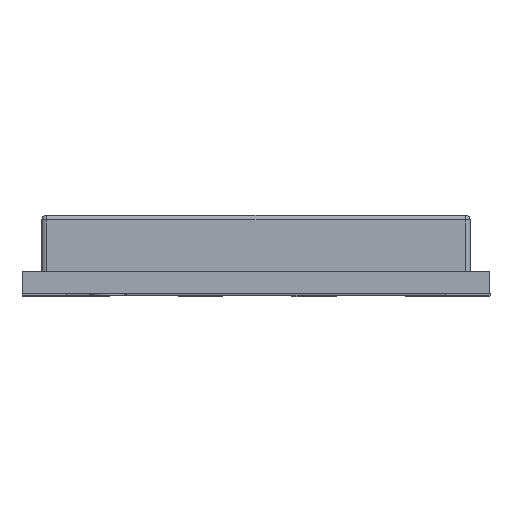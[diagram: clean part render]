
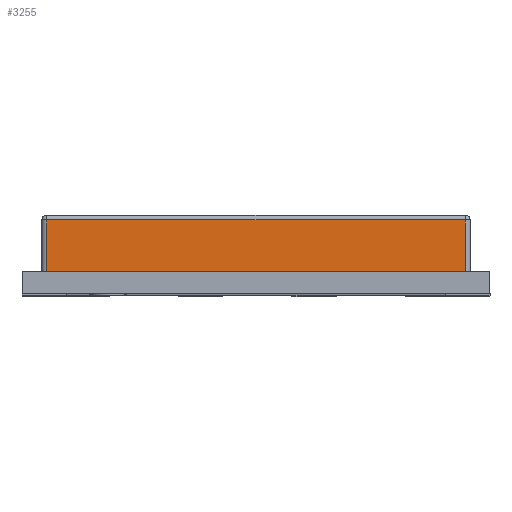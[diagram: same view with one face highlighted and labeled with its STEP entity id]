
A CAD part, top view. The second image highlights one B-rep face of the part: STEP entity #3255.
In plain terms, the highlighted planar face has unit normal (0, 0, 1).
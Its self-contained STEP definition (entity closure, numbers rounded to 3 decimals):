
#330 = ORIENTED_EDGE ( 'NONE', *, *, #1123, .T. ) ;
#411 = CARTESIAN_POINT ( 'NONE',  ( -8.7, 3., 17.15 ) ) ;
#546 = EDGE_CURVE ( 'NONE', #3163, #1384, #3590, .T. ) ;
#882 = VECTOR ( 'NONE', #8480, 1000. ) ;
#1012 = CARTESIAN_POINT ( 'NONE',  ( 8.5, 3.2, 17.15 ) ) ;
#1123 = EDGE_CURVE ( 'NONE', #1384, #1863, #9504, .T. ) ;
#1164 = ORIENTED_EDGE ( 'NONE', *, *, #9243, .T. ) ;
#1384 = VERTEX_POINT ( 'NONE', #1825 ) ;
#1595 = DIRECTION ( 'NONE',  ( 0., -1., 0. ) ) ;
#1825 = CARTESIAN_POINT ( 'NONE',  ( 8.5, 3., 17.15 ) ) ;
#1859 = ORIENTED_EDGE ( 'NONE', *, *, #546, .T. ) ;
#1863 = VERTEX_POINT ( 'NONE', #7083 ) ;
#1892 = DIRECTION ( 'NONE',  ( 0., 1., 0. ) ) ;
#2007 = VERTEX_POINT ( 'NONE', #2008 ) ;
#2008 = CARTESIAN_POINT ( 'NONE',  ( -8.5, 0.9, 17.15 ) ) ;
#2076 = VECTOR ( 'NONE', #1595, 1000. ) ;
#2168 = AXIS2_PLACEMENT_3D ( 'NONE', #9044, #9734, #5144 ) ;
#2194 = LINE ( 'NONE', #7741, #2076 ) ;
#3163 = VERTEX_POINT ( 'NONE', #6593 ) ;
#3255 = ADVANCED_FACE ( 'NONE', ( #5920 ), #8253, .F. ) ;
#3590 = LINE ( 'NONE', #1012, #4777 ) ;
#4379 = ORIENTED_EDGE ( 'NONE', *, *, #5242, .T. ) ;
#4777 = VECTOR ( 'NONE', #1892, 1000. ) ;
#4901 = LINE ( 'NONE', #9273, #882 ) ;
#5144 = DIRECTION ( 'NONE',  ( -1., 0., 0. ) ) ;
#5242 = EDGE_CURVE ( 'NONE', #1863, #2007, #2194, .T. ) ;
#5464 = VECTOR ( 'NONE', #7954, 1000. ) ;
#5920 = FACE_OUTER_BOUND ( 'NONE', #8883, .T. ) ;
#6593 = CARTESIAN_POINT ( 'NONE',  ( 8.5, 0.9, 17.15 ) ) ;
#7083 = CARTESIAN_POINT ( 'NONE',  ( -8.5, 3., 17.15 ) ) ;
#7741 = CARTESIAN_POINT ( 'NONE',  ( -8.5, 3.2, 17.15 ) ) ;
#7954 = DIRECTION ( 'NONE',  ( -1., 0., 0. ) ) ;
#8253 = PLANE ( 'NONE',  #2168 ) ;
#8480 = DIRECTION ( 'NONE',  ( 1., 0., 0. ) ) ;
#8883 = EDGE_LOOP ( 'NONE', ( #330, #4379, #1164, #1859 ) ) ;
#9044 = CARTESIAN_POINT ( 'NONE',  ( -8.7, 3.2, 17.15 ) ) ;
#9243 = EDGE_CURVE ( 'NONE', #2007, #3163, #4901, .T. ) ;
#9273 = CARTESIAN_POINT ( 'NONE',  ( -8.7, 0.9, 17.15 ) ) ;
#9504 = LINE ( 'NONE', #411, #5464 ) ;
#9734 = DIRECTION ( 'NONE',  ( 0., 0., -1. ) ) ;
